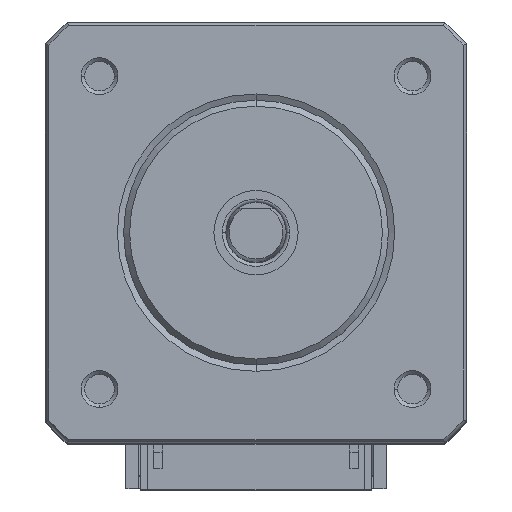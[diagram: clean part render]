
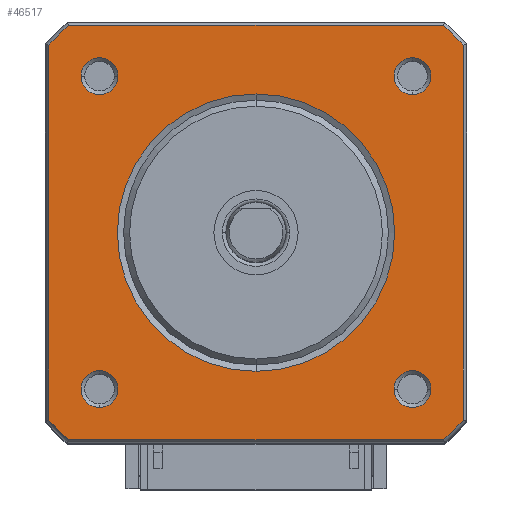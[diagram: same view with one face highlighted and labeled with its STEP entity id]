
A CAD part, top view. The second image highlights one B-rep face of the part: STEP entity #46517.
In plain terms, the highlighted face is planar.
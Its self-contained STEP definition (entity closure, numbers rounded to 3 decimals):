
#43998=DIRECTION('',(1.,0.,0.));
#43999=VECTOR('',#43998,31.149);
#44000=CARTESIAN_POINT('',(-15.575,17.214,0.3));
#44001=LINE('',#44000,#43999);
#44009=CARTESIAN_POINT('',(0.,0.,0.3));
#44010=DIRECTION('',(0.,0.,-1.));
#44011=DIRECTION('',(0.,1.,0.));
#44012=AXIS2_PLACEMENT_3D('',#44009,#44010,#44011);
#44014=CARTESIAN_POINT('',(0.,0.,0.3));
#44015=DIRECTION('',(0.,0.,1.));
#44016=DIRECTION('',(0.,1.,0.));
#44017=AXIS2_PLACEMENT_3D('',#44014,#44015,#44016);
#45467=CARTESIAN_POINT('',(-13.,-13.,0.3));
#45468=DIRECTION('',(0.,0.,-1.));
#45469=DIRECTION('',(-1.,0.,0.));
#45470=AXIS2_PLACEMENT_3D('',#45467,#45468,#45469);
#45476=CARTESIAN_POINT('',(-13.,-13.,0.3));
#45477=DIRECTION('',(0.,0.,-1.));
#45478=DIRECTION('',(1.,0.,0.));
#45479=AXIS2_PLACEMENT_3D('',#45476,#45477,#45478);
#45531=CARTESIAN_POINT('',(13.,-13.,0.3));
#45532=DIRECTION('',(0.,0.,-1.));
#45533=DIRECTION('',(0.,-1.,0.));
#45534=AXIS2_PLACEMENT_3D('',#45531,#45532,#45533);
#45540=CARTESIAN_POINT('',(13.,-13.,0.3));
#45541=DIRECTION('',(0.,0.,-1.));
#45542=DIRECTION('',(0.,1.,0.));
#45543=AXIS2_PLACEMENT_3D('',#45540,#45541,#45542);
#45595=CARTESIAN_POINT('',(13.,13.,0.3));
#45596=DIRECTION('',(0.,0.,-1.));
#45597=DIRECTION('',(1.,0.,0.));
#45598=AXIS2_PLACEMENT_3D('',#45595,#45596,#45597);
#45604=CARTESIAN_POINT('',(13.,13.,0.3));
#45605=DIRECTION('',(0.,0.,-1.));
#45606=DIRECTION('',(-1.,0.,0.));
#45607=AXIS2_PLACEMENT_3D('',#45604,#45605,#45606);
#45659=CARTESIAN_POINT('',(-13.,13.,0.3));
#45660=DIRECTION('',(0.,0.,-1.));
#45661=DIRECTION('',(0.,1.,0.));
#45662=AXIS2_PLACEMENT_3D('',#45659,#45660,#45661);
#45668=CARTESIAN_POINT('',(-13.,13.,0.3));
#45669=DIRECTION('',(0.,0.,-1.));
#45670=DIRECTION('',(0.,-1.,0.));
#45671=AXIS2_PLACEMENT_3D('',#45668,#45669,#45670);
#45723=CARTESIAN_POINT('',(0.,0.,0.3));
#45724=DIRECTION('',(0.,0.,1.));
#45725=DIRECTION('',(0.742,0.671,0.));
#45726=AXIS2_PLACEMENT_3D('',#45723,#45724,#45725);
#45735=DIRECTION('',(0.,-1.,0.));
#45736=VECTOR('',#45735,31.149);
#45737=CARTESIAN_POINT('',(17.214,15.575,0.3));
#45738=LINE('',#45737,#45736);
#45746=CARTESIAN_POINT('',(0.,0.,0.3));
#45747=DIRECTION('',(0.,0.,1.));
#45748=DIRECTION('',(0.671,-0.742,0.));
#45749=AXIS2_PLACEMENT_3D('',#45746,#45747,#45748);
#45758=DIRECTION('',(-1.,0.,0.));
#45759=VECTOR('',#45758,31.149);
#45760=CARTESIAN_POINT('',(15.575,-17.214,0.3));
#45761=LINE('',#45760,#45759);
#45769=CARTESIAN_POINT('',(0.,0.,0.3));
#45770=DIRECTION('',(0.,0.,1.));
#45771=DIRECTION('',(-0.742,-0.671,0.));
#45772=AXIS2_PLACEMENT_3D('',#45769,#45770,#45771);
#45781=DIRECTION('',(0.,1.,0.));
#45782=VECTOR('',#45781,31.149);
#45783=CARTESIAN_POINT('',(-17.214,-15.575,0.3));
#45784=LINE('',#45783,#45782);
#45792=CARTESIAN_POINT('',(0.,0.,0.3));
#45793=DIRECTION('',(0.,0.,1.));
#45794=DIRECTION('',(-0.671,0.742,0.));
#45795=AXIS2_PLACEMENT_3D('',#45792,#45793,#45794);
#46291=CARTESIAN_POINT('',(-14.53,-13.,0.3));
#46292=CARTESIAN_POINT('',(-11.47,-13.,0.3));
#46293=VERTEX_POINT('',#46291);
#46294=VERTEX_POINT('',#46292);
#46295=CARTESIAN_POINT('',(13.,-14.53,0.3));
#46296=CARTESIAN_POINT('',(13.,-11.47,0.3));
#46297=VERTEX_POINT('',#46295);
#46298=VERTEX_POINT('',#46296);
#46299=CARTESIAN_POINT('',(14.53,13.,0.3));
#46300=CARTESIAN_POINT('',(11.47,13.,0.3));
#46301=VERTEX_POINT('',#46299);
#46302=VERTEX_POINT('',#46300);
#46303=CARTESIAN_POINT('',(-13.,14.53,0.3));
#46304=CARTESIAN_POINT('',(-13.,11.47,0.3));
#46305=VERTEX_POINT('',#46303);
#46306=VERTEX_POINT('',#46304);
#46323=CARTESIAN_POINT('',(17.214,15.575,0.3));
#46324=CARTESIAN_POINT('',(15.575,17.214,0.3));
#46325=VERTEX_POINT('',#46323);
#46326=VERTEX_POINT('',#46324);
#46327=CARTESIAN_POINT('',(-15.575,17.214,0.3));
#46328=VERTEX_POINT('',#46327);
#46329=CARTESIAN_POINT('',(-17.214,15.575,0.3));
#46330=VERTEX_POINT('',#46329);
#46331=CARTESIAN_POINT('',(-17.214,-15.575,0.3));
#46332=VERTEX_POINT('',#46331);
#46333=CARTESIAN_POINT('',(-15.575,-17.214,0.3));
#46334=VERTEX_POINT('',#46333);
#46335=CARTESIAN_POINT('',(15.575,-17.214,0.3));
#46336=VERTEX_POINT('',#46335);
#46337=CARTESIAN_POINT('',(17.214,-15.575,0.3));
#46338=VERTEX_POINT('',#46337);
#46343=CARTESIAN_POINT('',(0.,11.52,0.3));
#46344=VERTEX_POINT('',#46343);
#46345=CARTESIAN_POINT('',(0.,-11.52,0.3));
#46346=VERTEX_POINT('',#46345);
#46465=CARTESIAN_POINT('',(0.,0.,0.3));
#46466=DIRECTION('',(0.,0.,1.));
#46467=DIRECTION('',(0.,-1.,0.));
#46468=AXIS2_PLACEMENT_3D('',#46465,#46466,#46467);
#46469=PLANE('',#46468);
#46471=ORIENTED_EDGE('',*,*,#46470,.T.);
#46472=ORIENTED_EDGE('',*,*,#46455,.F.);
#46474=ORIENTED_EDGE('',*,*,#46473,.T.);
#46476=ORIENTED_EDGE('',*,*,#46475,.F.);
#46478=ORIENTED_EDGE('',*,*,#46477,.T.);
#46480=ORIENTED_EDGE('',*,*,#46479,.F.);
#46482=ORIENTED_EDGE('',*,*,#46481,.T.);
#46484=ORIENTED_EDGE('',*,*,#46483,.F.);
#46485=EDGE_LOOP('',(#46471,#46472,#46474,#46476,#46478,#46480,#46482,#46484));
#46486=FACE_OUTER_BOUND('',#46485,.F.);
#46488=ORIENTED_EDGE('',*,*,#46487,.T.);
#46490=ORIENTED_EDGE('',*,*,#46489,.T.);
#46491=EDGE_LOOP('',(#46488,#46490));
#46492=FACE_BOUND('',#46491,.F.);
#46494=ORIENTED_EDGE('',*,*,#46493,.T.);
#46496=ORIENTED_EDGE('',*,*,#46495,.T.);
#46497=EDGE_LOOP('',(#46494,#46496));
#46498=FACE_BOUND('',#46497,.F.);
#46500=ORIENTED_EDGE('',*,*,#46499,.T.);
#46502=ORIENTED_EDGE('',*,*,#46501,.T.);
#46503=EDGE_LOOP('',(#46500,#46502));
#46504=FACE_BOUND('',#46503,.F.);
#46506=ORIENTED_EDGE('',*,*,#46505,.T.);
#46508=ORIENTED_EDGE('',*,*,#46507,.T.);
#46509=EDGE_LOOP('',(#46506,#46508));
#46510=FACE_BOUND('',#46509,.F.);
#46512=ORIENTED_EDGE('',*,*,#46511,.T.);
#46514=ORIENTED_EDGE('',*,*,#46513,.F.);
#46515=EDGE_LOOP('',(#46512,#46514));
#46516=FACE_BOUND('',#46515,.F.);
#46517=ADVANCED_FACE('',(#46486,#46492,#46498,#46504,#46510,#46516),#46469,.F.);
#44013=CIRCLE('',#44012,11.52);
#44018=CIRCLE('',#44017,11.52);
#45471=CIRCLE('',#45470,1.53);
#45480=CIRCLE('',#45479,1.53);
#45535=CIRCLE('',#45534,1.53);
#45544=CIRCLE('',#45543,1.53);
#45599=CIRCLE('',#45598,1.53);
#45608=CIRCLE('',#45607,1.53);
#45663=CIRCLE('',#45662,1.53);
#45672=CIRCLE('',#45671,1.53);
#45727=CIRCLE('',#45726,23.214);
#45750=CIRCLE('',#45749,23.214);
#45773=CIRCLE('',#45772,23.214);
#45796=CIRCLE('',#45795,23.214);
#46455=EDGE_CURVE('',#46328,#46326,#44001,.T.);
#46470=EDGE_CURVE('',#46325,#46326,#45727,.T.);
#46473=EDGE_CURVE('',#46328,#46330,#45796,.T.);
#46475=EDGE_CURVE('',#46332,#46330,#45784,.T.);
#46477=EDGE_CURVE('',#46332,#46334,#45773,.T.);
#46479=EDGE_CURVE('',#46336,#46334,#45761,.T.);
#46481=EDGE_CURVE('',#46336,#46338,#45750,.T.);
#46483=EDGE_CURVE('',#46325,#46338,#45738,.T.);
#46487=EDGE_CURVE('',#46293,#46294,#45471,.T.);
#46489=EDGE_CURVE('',#46294,#46293,#45480,.T.);
#46493=EDGE_CURVE('',#46297,#46298,#45535,.T.);
#46495=EDGE_CURVE('',#46298,#46297,#45544,.T.);
#46499=EDGE_CURVE('',#46301,#46302,#45599,.T.);
#46501=EDGE_CURVE('',#46302,#46301,#45608,.T.);
#46505=EDGE_CURVE('',#46305,#46306,#45663,.T.);
#46507=EDGE_CURVE('',#46306,#46305,#45672,.T.);
#46511=EDGE_CURVE('',#46344,#46346,#44013,.T.);
#46513=EDGE_CURVE('',#46344,#46346,#44018,.T.);
